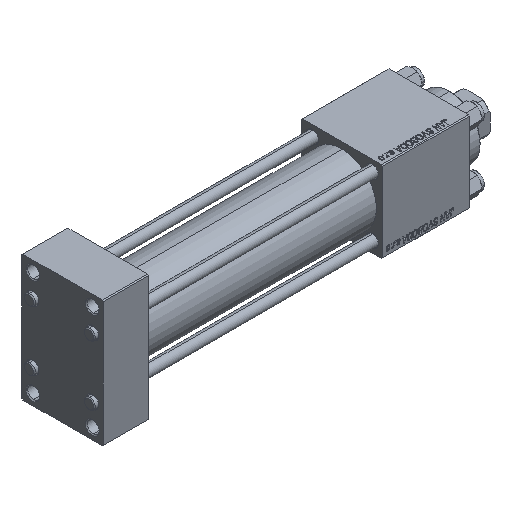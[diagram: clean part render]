
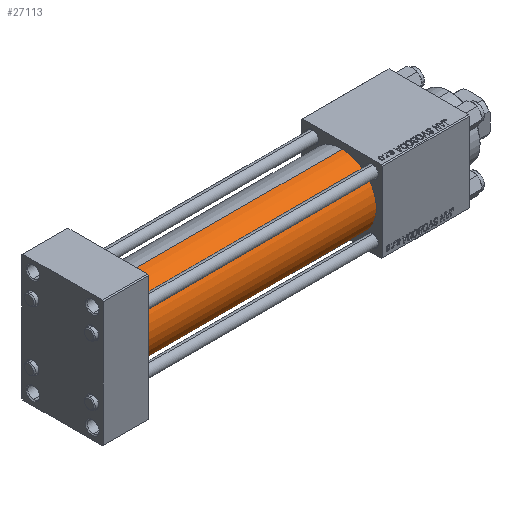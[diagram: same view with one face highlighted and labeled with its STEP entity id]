
A CAD part, isometric view. The second image highlights one B-rep face of the part: STEP entity #27113.
In plain terms, the highlighted cylindrical face has radius 19 mm (diameter 38 mm), a partial arc.
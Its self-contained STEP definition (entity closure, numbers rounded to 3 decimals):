
#1180 = ORIENTED_EDGE ( 'NONE', *, *, #38731, .T. ) ;
#1261 = CARTESIAN_POINT ( 'NONE',  ( 25., 0., 0. ) ) ;
#1901 = CARTESIAN_POINT ( 'NONE',  ( 155., 0., -19. ) ) ;
#2873 = VERTEX_POINT ( 'NONE', #1901 ) ;
#7083 = EDGE_LOOP ( 'NONE', ( #29001, #39906, #1180, #16887 ) ) ;
#8157 = EDGE_CURVE ( 'NONE', #2873, #46387, #49322, .T. ) ;
#8381 = DIRECTION ( 'NONE',  ( -1., 0., 0. ) ) ;
#10308 = CIRCLE ( 'NONE', #29681, 19. ) ;
#14977 = CARTESIAN_POINT ( 'NONE',  ( 155., 0., -19. ) ) ;
#15964 = FACE_OUTER_BOUND ( 'NONE', #7083, .T. ) ;
#16067 = DIRECTION ( 'NONE',  ( 1., 0., 0. ) ) ;
#16702 = DIRECTION ( 'NONE',  ( 1., 0., 0. ) ) ;
#16833 = VERTEX_POINT ( 'NONE', #30275 ) ;
#16887 = ORIENTED_EDGE ( 'NONE', *, *, #39025, .T. ) ;
#18811 = EDGE_CURVE ( 'NONE', #16833, #2873, #10308, .T. ) ;
#23138 = DIRECTION ( 'NONE',  ( 0., 0., -1. ) ) ;
#27113 = ADVANCED_FACE ( 'NONE', ( #15964 ), #35686, .T. ) ;
#27730 = VERTEX_POINT ( 'NONE', #41901 ) ;
#28158 = AXIS2_PLACEMENT_3D ( 'NONE', #1261, #16702, #48239 ) ;
#29001 = ORIENTED_EDGE ( 'NONE', *, *, #8157, .F. ) ;
#29681 = AXIS2_PLACEMENT_3D ( 'NONE', #38541, #16067, #23138 ) ;
#30159 = VECTOR ( 'NONE', #45637, 1000. ) ;
#30275 = CARTESIAN_POINT ( 'NONE',  ( 155., 0., 19. ) ) ;
#30731 = LINE ( 'NONE', #34043, #30159 ) ;
#34043 = CARTESIAN_POINT ( 'NONE',  ( 155., 0., 19. ) ) ;
#34907 = VECTOR ( 'NONE', #46970, 1000. ) ;
#35686 = CYLINDRICAL_SURFACE ( 'NONE', #39494, 19. ) ;
#38541 = CARTESIAN_POINT ( 'NONE',  ( 155., 0., 0. ) ) ;
#38731 = EDGE_CURVE ( 'NONE', #16833, #27730, #30731, .T. ) ;
#39025 = EDGE_CURVE ( 'NONE', #27730, #46387, #49119, .T. ) ;
#39494 = AXIS2_PLACEMENT_3D ( 'NONE', #42996, #8381, #42732 ) ;
#39906 = ORIENTED_EDGE ( 'NONE', *, *, #18811, .F. ) ;
#41901 = CARTESIAN_POINT ( 'NONE',  ( 25., 0., 19. ) ) ;
#42732 = DIRECTION ( 'NONE',  ( 0., 0., 1. ) ) ;
#42996 = CARTESIAN_POINT ( 'NONE',  ( 155., 0., 0. ) ) ;
#45637 = DIRECTION ( 'NONE',  ( -1., 0., 0. ) ) ;
#45759 = CARTESIAN_POINT ( 'NONE',  ( 25., 0., -19. ) ) ;
#46387 = VERTEX_POINT ( 'NONE', #45759 ) ;
#46970 = DIRECTION ( 'NONE',  ( -1., 0., 0. ) ) ;
#48239 = DIRECTION ( 'NONE',  ( 0., 0., 1. ) ) ;
#49119 = CIRCLE ( 'NONE', #28158, 19. ) ;
#49322 = LINE ( 'NONE', #14977, #34907 ) ;
